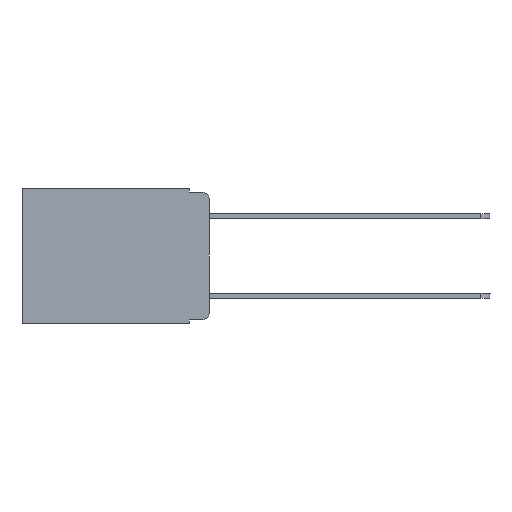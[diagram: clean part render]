
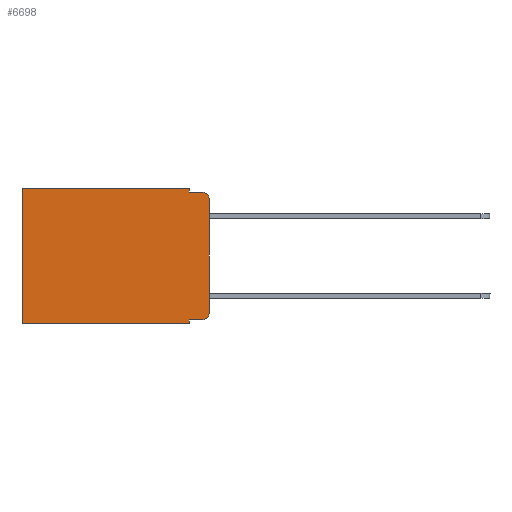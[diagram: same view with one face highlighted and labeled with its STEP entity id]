
A CAD part, left-side view. The second image highlights one B-rep face of the part: STEP entity #6698.
In plain terms, the highlighted planar face has unit normal (-1, 0, 0).
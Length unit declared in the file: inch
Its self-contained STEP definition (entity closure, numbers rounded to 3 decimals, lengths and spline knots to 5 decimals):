
#189 = VERTEX_POINT ( 'NONE', #8553 ) ;
#278 = CARTESIAN_POINT ( 'NONE',  ( 0.298, 0., -0.03 ) ) ;
#333 = CARTESIAN_POINT ( 'NONE',  ( 0.298, 0.02, -0.313 ) ) ;
#335 = CARTESIAN_POINT ( 'NONE',  ( 0.298, 0.051, 0. ) ) ;
#384 = LINE ( 'NONE', #7629, #6470 ) ;
#547 = CARTESIAN_POINT ( 'NONE',  ( 0.298, 0.051, -0.01 ) ) ;
#711 = EDGE_CURVE ( 'NONE', #7122, #6160, #7601, .T. ) ;
#828 = ORIENTED_EDGE ( 'NONE', *, *, #9879, .F. ) ;
#1404 = VECTOR ( 'NONE', #10904, 39.37008 ) ;
#1614 = VECTOR ( 'NONE', #9482, 39.37008 ) ;
#2081 = CARTESIAN_POINT ( 'NONE',  ( 0.298, 0.473, 0. ) ) ;
#2212 = AXIS2_PLACEMENT_3D ( 'NONE', #3753, #10996, #5651 ) ;
#2236 = CARTESIAN_POINT ( 'NONE',  ( 0.298, 0.051, -0.343 ) ) ;
#2238 = CARTESIAN_POINT ( 'NONE',  ( 0.298, 0.473, 0. ) ) ;
#2585 = CIRCLE ( 'NONE', #2212, 0.02 ) ;
#2717 = VERTEX_POINT ( 'NONE', #2236 ) ;
#3152 = ORIENTED_EDGE ( 'NONE', *, *, #7123, .F. ) ;
#3163 = CARTESIAN_POINT ( 'NONE',  ( 0.298, 0.051, -0.333 ) ) ;
#3210 = LINE ( 'NONE', #8783, #11504 ) ;
#3316 = VECTOR ( 'NONE', #8546, 39.37008 ) ;
#3449 = ORIENTED_EDGE ( 'NONE', *, *, #7884, .F. ) ;
#3658 = LINE ( 'NONE', #10640, #1404 ) ;
#3753 = CARTESIAN_POINT ( 'NONE',  ( 0.298, 0.02, -0.03 ) ) ;
#3803 = DIRECTION ( 'NONE',  ( 0., 0., -1. ) ) ;
#3806 = CARTESIAN_POINT ( 'NONE',  ( 0.298, 0.051, -0.333 ) ) ;
#3815 = DIRECTION ( 'NONE',  ( 0., 0., -1. ) ) ;
#3830 = DIRECTION ( 'NONE',  ( 0., 1., 0. ) ) ;
#3837 = EDGE_CURVE ( 'NONE', #2717, #189, #384, .T. ) ;
#3876 = PLANE ( 'NONE',  #10474 ) ;
#3975 = ORIENTED_EDGE ( 'NONE', *, *, #10215, .T. ) ;
#4773 = FACE_OUTER_BOUND ( 'NONE', #7143, .T. ) ;
#4788 = CARTESIAN_POINT ( 'NONE',  ( 0.298, 0., 0. ) ) ;
#5048 = LINE ( 'NONE', #2238, #1614 ) ;
#5183 = DIRECTION ( 'NONE',  ( 0., -1., 0. ) ) ;
#5301 = ORIENTED_EDGE ( 'NONE', *, *, #11196, .F. ) ;
#5368 = AXIS2_PLACEMENT_3D ( 'NONE', #333, #11233, #7637 ) ;
#5369 = VERTEX_POINT ( 'NONE', #2081 ) ;
#5651 = DIRECTION ( 'NONE',  ( 0., 0., -1. ) ) ;
#5657 = ORIENTED_EDGE ( 'NONE', *, *, #8429, .T. ) ;
#5712 = LINE ( 'NONE', #335, #8209 ) ;
#5737 = LINE ( 'NONE', #4788, #8801 ) ;
#6030 = VERTEX_POINT ( 'NONE', #10651 ) ;
#6160 = VERTEX_POINT ( 'NONE', #7027 ) ;
#6269 = VERTEX_POINT ( 'NONE', #3163 ) ;
#6470 = VECTOR ( 'NONE', #11162, 39.37008 ) ;
#6620 = LINE ( 'NONE', #7888, #9246 ) ;
#6698 = ADVANCED_FACE ( 'NONE', ( #4773 ), #3876, .F. ) ;
#6707 = CARTESIAN_POINT ( 'NONE',  ( 0.298, 0.02, -0.333 ) ) ;
#6722 = CARTESIAN_POINT ( 'NONE',  ( 0.298, 0., 0. ) ) ;
#7027 = CARTESIAN_POINT ( 'NONE',  ( 0.298, 0., -0.313 ) ) ;
#7122 = VERTEX_POINT ( 'NONE', #6707 ) ;
#7123 = EDGE_CURVE ( 'NONE', #6269, #2717, #5712, .T. ) ;
#7143 = EDGE_LOOP ( 'NONE', ( #5301, #3975, #828, #3449, #7200, #9328, #9542, #3152, #5657, #7443 ) ) ;
#7200 = ORIENTED_EDGE ( 'NONE', *, *, #8024, .T. ) ;
#7418 = VERTEX_POINT ( 'NONE', #8942 ) ;
#7443 = ORIENTED_EDGE ( 'NONE', *, *, #711, .T. ) ;
#7457 = LINE ( 'NONE', #3806, #3316 ) ;
#7601 = CIRCLE ( 'NONE', #5368, 0.02 ) ;
#7629 = CARTESIAN_POINT ( 'NONE',  ( 0.298, 0., -0.343 ) ) ;
#7637 = DIRECTION ( 'NONE',  ( 0., 0., -1. ) ) ;
#7884 = EDGE_CURVE ( 'NONE', #7418, #10755, #3658, .T. ) ;
#7888 = CARTESIAN_POINT ( 'NONE',  ( 0.298, 0., 0. ) ) ;
#8024 = EDGE_CURVE ( 'NONE', #7418, #5369, #5737, .T. ) ;
#8209 = VECTOR ( 'NONE', #3803, 39.37008 ) ;
#8429 = EDGE_CURVE ( 'NONE', #6269, #7122, #7457, .T. ) ;
#8546 = DIRECTION ( 'NONE',  ( 0., -1., 0. ) ) ;
#8553 = CARTESIAN_POINT ( 'NONE',  ( 0.298, 0.473, -0.343 ) ) ;
#8783 = CARTESIAN_POINT ( 'NONE',  ( 0.298, 0.051, -0.01 ) ) ;
#8801 = VECTOR ( 'NONE', #3830, 39.37008 ) ;
#8942 = CARTESIAN_POINT ( 'NONE',  ( 0.298, 0.051, 0. ) ) ;
#9068 = EDGE_CURVE ( 'NONE', #5369, #189, #5048, .T. ) ;
#9246 = VECTOR ( 'NONE', #11264, 39.37008 ) ;
#9328 = ORIENTED_EDGE ( 'NONE', *, *, #9068, .T. ) ;
#9391 = DIRECTION ( 'NONE',  ( 1., 0., 0. ) ) ;
#9482 = DIRECTION ( 'NONE',  ( 0., 0., -1. ) ) ;
#9542 = ORIENTED_EDGE ( 'NONE', *, *, #3837, .F. ) ;
#9879 = EDGE_CURVE ( 'NONE', #10755, #6030, #3210, .T. ) ;
#10200 = VERTEX_POINT ( 'NONE', #278 ) ;
#10215 = EDGE_CURVE ( 'NONE', #10200, #6030, #2585, .T. ) ;
#10474 = AXIS2_PLACEMENT_3D ( 'NONE', #6722, #9391, #3815 ) ;
#10640 = CARTESIAN_POINT ( 'NONE',  ( 0.298, 0.051, 0. ) ) ;
#10651 = CARTESIAN_POINT ( 'NONE',  ( 0.298, 0.02, -0.01 ) ) ;
#10755 = VERTEX_POINT ( 'NONE', #547 ) ;
#10904 = DIRECTION ( 'NONE',  ( 0., 0., -1. ) ) ;
#10996 = DIRECTION ( 'NONE',  ( -1., 0., 0. ) ) ;
#11162 = DIRECTION ( 'NONE',  ( 0., 1., 0. ) ) ;
#11196 = EDGE_CURVE ( 'NONE', #10200, #6160, #6620, .T. ) ;
#11233 = DIRECTION ( 'NONE',  ( -1., 0., 0. ) ) ;
#11264 = DIRECTION ( 'NONE',  ( 0., 0., -1. ) ) ;
#11504 = VECTOR ( 'NONE', #5183, 39.37008 ) ;
